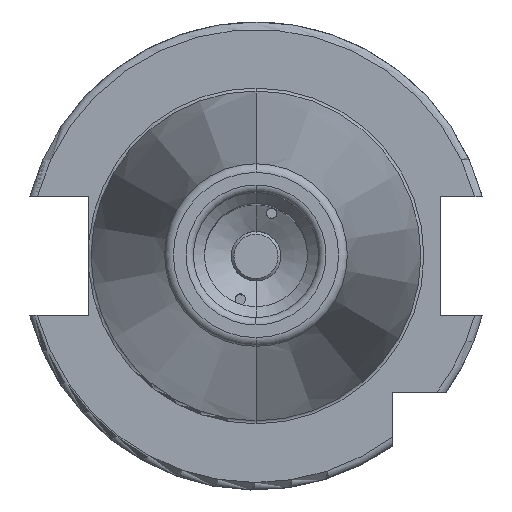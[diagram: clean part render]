
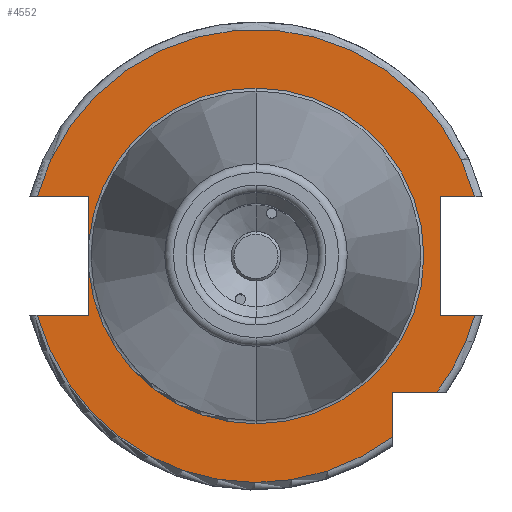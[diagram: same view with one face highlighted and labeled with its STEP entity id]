
A CAD part, top view. The second image highlights one B-rep face of the part: STEP entity #4552.
In plain terms, the highlighted planar face has unit normal (0, 0, 1).
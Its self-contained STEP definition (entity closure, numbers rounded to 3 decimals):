
#865=CARTESIAN_POINT('',(0,0,15.9));
#866=DIRECTION('',(0,0,-1));
#867=DIRECTION('',(0,1,0));
#868=AXIS2_PLACEMENT_3D('',#865,#866,#867);
#880=CARTESIAN_POINT('',(0,0,15.9));
#881=DIRECTION('',(0,0,1));
#882=DIRECTION('',(0,1,0));
#883=AXIS2_PLACEMENT_3D('',#880,#881,#882);
#895=CARTESIAN_POINT('',(0,0,15.9));
#896=DIRECTION('',(0,0,1));
#897=DIRECTION('',(-0.996,-0.094,0));
#898=AXIS2_PLACEMENT_3D('',#895,#896,#897);
#951=DIRECTION('',(1,0,0));
#952=VECTOR('',#951,7.004);
#953=CARTESIAN_POINT('',(-29.704,-8.05,15.9));
#954=LINE('',#953,#952);
#955=DIRECTION('',(0,1,0));
#956=VECTOR('',#955,5.917);
#957=CARTESIAN_POINT('',(-22.7,-8.05,15.9));
#958=LINE('',#957,#956);
#959=DIRECTION('',(0,1,0));
#960=VECTOR('',#959,5.917);
#961=CARTESIAN_POINT('',(-22.7,2.133,15.9));
#962=LINE('',#961,#960);
#963=DIRECTION('',(1,0,0));
#964=VECTOR('',#963,7.004);
#965=CARTESIAN_POINT('',(-29.704,8.05,15.9));
#966=LINE('',#965,#964);
#967=DIRECTION('',(-1,0,0));
#968=VECTOR('',#967,4.704);
#969=CARTESIAN_POINT('',(29.704,8.05,15.9));
#970=LINE('',#969,#968);
#971=DIRECTION('',(0,-1,0));
#972=VECTOR('',#971,16.1);
#973=CARTESIAN_POINT('',(25,8.05,15.9));
#974=LINE('',#973,#972);
#975=DIRECTION('',(-1,0,0));
#976=VECTOR('',#975,4.704);
#977=CARTESIAN_POINT('',(29.704,-8.05,15.9));
#978=LINE('',#977,#976);
#979=CARTESIAN_POINT('',(0,0,15.9));
#980=DIRECTION('',(0,0,1));
#981=DIRECTION('',(0.799,-0.601,0));
#982=AXIS2_PLACEMENT_3D('',#979,#980,#981);
#984=DIRECTION('',(-1,0,0));
#985=VECTOR('',#984,6.094);
#986=CARTESIAN_POINT('',(24.594,-18.5,15.9));
#987=LINE('',#986,#985);
#988=DIRECTION('',(0,1,0));
#989=VECTOR('',#988,6.094);
#990=CARTESIAN_POINT('',(18.5,-24.594,15.9));
#991=LINE('',#990,#989);
#1575=CARTESIAN_POINT('',(0,0,15.9));
#1576=DIRECTION('',(0,0,1));
#1577=DIRECTION('',(0.965,0.262,0));
#1578=AXIS2_PLACEMENT_3D('',#1575,#1576,#1577);
#1626=CARTESIAN_POINT('',(0,0,15.9));
#1627=DIRECTION('',(0,0,1));
#1628=DIRECTION('',(-0.965,-0.262,0));
#1629=AXIS2_PLACEMENT_3D('',#1626,#1627,#1628);
#2746=CARTESIAN_POINT('',(0,22.8,15.9));
#2748=VERTEX_POINT('',#2746);
#2768=CARTESIAN_POINT('',(0,-22.8,15.9));
#2770=VERTEX_POINT('',#2768);
#2916=CARTESIAN_POINT('',(-29.704,-8.05,15.9));
#2917=CARTESIAN_POINT('',(-22.7,-8.05,15.9));
#2918=VERTEX_POINT('',#2916);
#2919=VERTEX_POINT('',#2917);
#2920=CARTESIAN_POINT('',(-22.7,-2.133,15.9));
#2921=VERTEX_POINT('',#2920);
#2922=CARTESIAN_POINT('',(-22.7,2.133,15.9));
#2923=CARTESIAN_POINT('',(-22.7,8.05,15.9));
#2924=VERTEX_POINT('',#2922);
#2925=VERTEX_POINT('',#2923);
#2926=CARTESIAN_POINT('',(-29.704,8.05,15.9));
#2927=VERTEX_POINT('',#2926);
#2928=CARTESIAN_POINT('',(25,8.05,15.9));
#2929=CARTESIAN_POINT('',(25,-8.05,15.9));
#2930=VERTEX_POINT('',#2928);
#2931=VERTEX_POINT('',#2929);
#2932=CARTESIAN_POINT('',(29.704,-8.05,15.9));
#2933=VERTEX_POINT('',#2932);
#2934=CARTESIAN_POINT('',(29.704,8.05,15.9));
#2935=VERTEX_POINT('',#2934);
#2936=CARTESIAN_POINT('',(18.5,-24.594,15.9));
#2937=CARTESIAN_POINT('',(18.5,-18.5,15.9));
#2938=VERTEX_POINT('',#2936);
#2939=VERTEX_POINT('',#2937);
#2940=CARTESIAN_POINT('',(24.594,-18.5,15.9));
#2941=VERTEX_POINT('',#2940);
#4521=CARTESIAN_POINT('',(0,0,15.9));
#4522=DIRECTION('',(0,0,-1));
#4523=DIRECTION('',(0,-1,0));
#4524=AXIS2_PLACEMENT_3D('',#4521,#4522,#4523);
#4525=PLANE('',#4524);
#4526=ORIENTED_EDGE('',*,*,#4494,.T.);
#4527=ORIENTED_EDGE('',*,*,#4445,.T.);
#4528=ORIENTED_EDGE('',*,*,#4428,.T.);
#4529=ORIENTED_EDGE('',*,*,#4408,.F.);
#4530=ORIENTED_EDGE('',*,*,#4423,.T.);
#4531=ORIENTED_EDGE('',*,*,#4442,.T.);
#4533=ORIENTED_EDGE('',*,*,#4532,.F.);
#4535=ORIENTED_EDGE('',*,*,#4534,.F.);
#4537=ORIENTED_EDGE('',*,*,#4536,.T.);
#4539=ORIENTED_EDGE('',*,*,#4538,.T.);
#4541=ORIENTED_EDGE('',*,*,#4540,.F.);
#4543=ORIENTED_EDGE('',*,*,#4542,.F.);
#4545=ORIENTED_EDGE('',*,*,#4544,.T.);
#4547=ORIENTED_EDGE('',*,*,#4546,.F.);
#4549=ORIENTED_EDGE('',*,*,#4548,.F.);
#4550=EDGE_LOOP('',(#4526,#4527,#4528,#4529,#4530,#4531,#4533,#4535,#4537,#4539,
#4541,#4543,#4545,#4547,#4549));
#4551=FACE_OUTER_BOUND('',#4550,.F.);
#4552=ADVANCED_FACE('',(#4551),#4525,.F.);
#869=CIRCLE('',#868,22.8);
#884=CIRCLE('',#883,22.8);
#899=CIRCLE('',#898,22.8);
#983=CIRCLE('',#982,30.775);
#1579=CIRCLE('',#1578,30.775);
#1630=CIRCLE('',#1629,30.775);
#4408=EDGE_CURVE('',#2748,#2770,#869,.T.);
#4423=EDGE_CURVE('',#2748,#2924,#884,.T.);
#4428=EDGE_CURVE('',#2921,#2770,#899,.T.);
#4442=EDGE_CURVE('',#2924,#2925,#962,.T.);
#4445=EDGE_CURVE('',#2919,#2921,#958,.T.);
#4494=EDGE_CURVE('',#2918,#2919,#954,.T.);
#4532=EDGE_CURVE('',#2927,#2925,#966,.T.);
#4534=EDGE_CURVE('',#2935,#2927,#1579,.T.);
#4536=EDGE_CURVE('',#2935,#2930,#970,.T.);
#4538=EDGE_CURVE('',#2930,#2931,#974,.T.);
#4540=EDGE_CURVE('',#2933,#2931,#978,.T.);
#4542=EDGE_CURVE('',#2941,#2933,#983,.T.);
#4544=EDGE_CURVE('',#2941,#2939,#987,.T.);
#4546=EDGE_CURVE('',#2938,#2939,#991,.T.);
#4548=EDGE_CURVE('',#2918,#2938,#1630,.T.);
